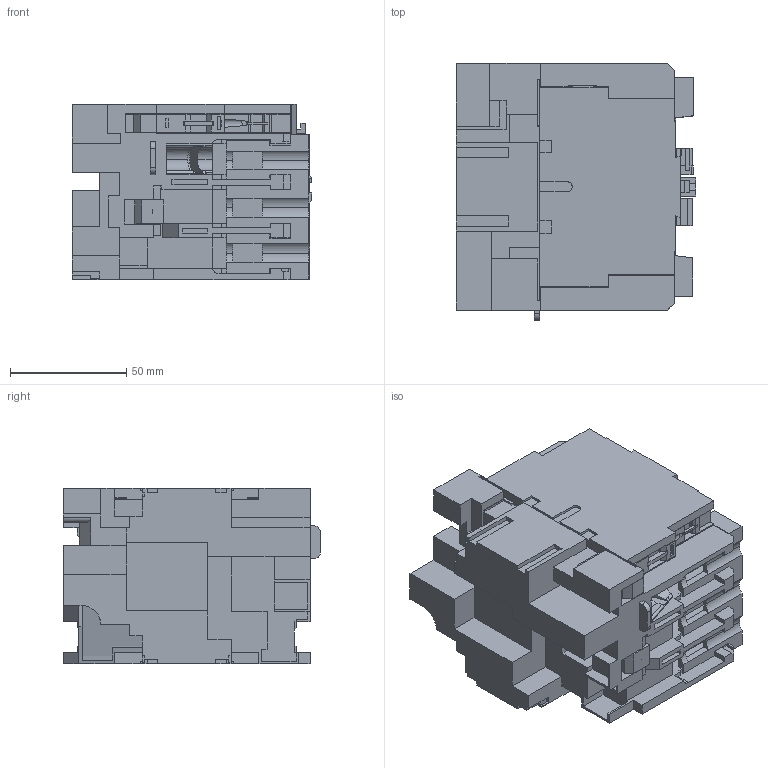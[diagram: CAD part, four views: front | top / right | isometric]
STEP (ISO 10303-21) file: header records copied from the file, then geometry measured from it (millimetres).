
FILE_DESCRIPTION (( 'STEP AP203' ), '1' );
FILE_NAME ('BLC2D4011-G6.STEP', '2015-03-03T08:36:19', ( '' ), ( '' ), 'SwSTEP 2.0', 'SolidWorks 2013', '' );
FILE_SCHEMA (( 'CONFIG_CONTROL_DESIGN' ));
Length unit declared in the file: millimetre
Products named in the file (1): BLC2D4011-G6
Bounding box: 103.25 x 110.7 x 75.5 mm (x, y, z)
Volume: 573797.9 mm3; surface area: 95825.5 mm2
Topology: 3 solids, 4 shells, 999 faces, 2894 edges, 1894 vertices
Faces by surface type: plane 903, cylinder 89, bspline 5, cone 2
Entity records: 32632 total; most frequent: CARTESIAN_POINT 6133, ORIENTED_EDGE 5788, DIRECTION 5035, EDGE_CURVE 2894, VECTOR 2663, LINE 2663, VERTEX_POINT 1894, AXIS2_PLACEMENT_3D 1186
